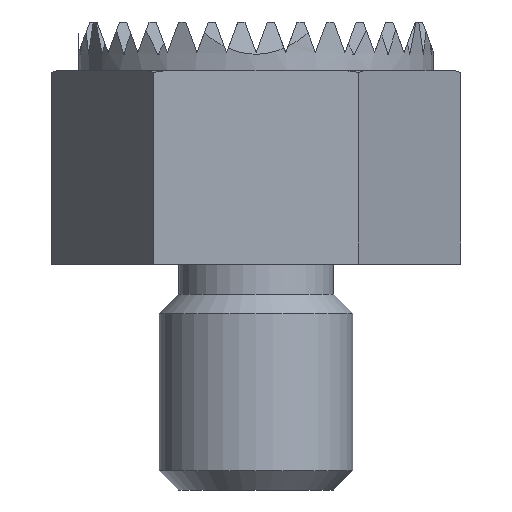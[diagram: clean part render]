
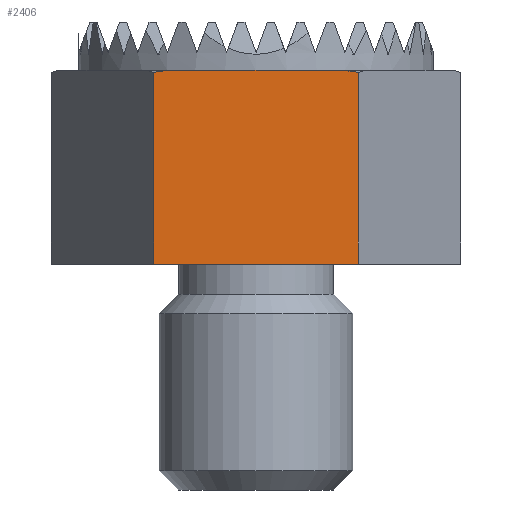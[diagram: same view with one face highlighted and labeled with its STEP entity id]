
A CAD part, left-side view. The second image highlights one B-rep face of the part: STEP entity #2406.
In plain terms, the highlighted planar face has unit normal (-1, 0, 0).
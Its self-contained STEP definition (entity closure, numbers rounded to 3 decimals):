
#556 = CARTESIAN_POINT ( 'NONE',  ( -11., -6.351, 0. ) ) ;
#1212 = VERTEX_POINT ( 'NONE', #13176 ) ;
#1233 = CARTESIAN_POINT ( 'NONE',  ( -11., -5.259, 12. ) ) ;
#1268 = CARTESIAN_POINT ( 'NONE',  ( -11., 5.26, 12. ) ) ;
#1447 = CARTESIAN_POINT ( 'NONE',  ( -11., -5.915, 11.953 ) ) ;
#1662 = DIRECTION ( 'NONE',  ( 0., 0., 1. ) ) ;
#1742 = ORIENTED_EDGE ( 'NONE', *, *, #12853, .F. ) ;
#1869 = CARTESIAN_POINT ( 'NONE',  ( -11., 0., 12. ) ) ;
#2214 = EDGE_CURVE ( 'NONE', #6378, #12462, #11682, .T. ) ;
#2267 = CARTESIAN_POINT ( 'NONE',  ( -11., 6.351, 11.874 ) ) ;
#2276 = FACE_OUTER_BOUND ( 'NONE', #6258, .T. ) ;
#2346 = CARTESIAN_POINT ( 'NONE',  ( -11., 5.041, 12. ) ) ;
#2406 = ADVANCED_FACE ( 'NONE', ( #2276 ), #5574, .T. ) ;
#2424 = ORIENTED_EDGE ( 'NONE', *, *, #2214, .F. ) ;
#2946 = LINE ( 'NONE', #8110, #11642 ) ;
#3420 = DIRECTION ( 'NONE',  ( -1., 0., 0. ) ) ;
#3723 = ORIENTED_EDGE ( 'NONE', *, *, #5206, .T. ) ;
#3817 = EDGE_CURVE ( 'NONE', #1212, #8355, #2946, .T. ) ;
#4027 = LINE ( 'NONE', #5104, #12442 ) ;
#4297 = DIRECTION ( 'NONE',  ( 0., 0., 1. ) ) ;
#4452 = CARTESIAN_POINT ( 'NONE',  ( -11., -5.477, 11.992 ) ) ;
#4790 = VECTOR ( 'NONE', #7245, 1000. ) ;
#4885 = DIRECTION ( 'NONE',  ( 0., -1., 0. ) ) ;
#5104 = CARTESIAN_POINT ( 'NONE',  ( -11., 0., 12. ) ) ;
#5206 = EDGE_CURVE ( 'NONE', #12936, #10022, #9751, .T. ) ;
#5213 = EDGE_CURVE ( 'NONE', #12936, #1212, #14130, .T. ) ;
#5277 = VECTOR ( 'NONE', #12986, 1000. ) ;
#5574 = PLANE ( 'NONE',  #10757 ) ;
#5633 = CARTESIAN_POINT ( 'NONE',  ( -11., 6.134, 11.921 ) ) ;
#5644 = VERTEX_POINT ( 'NONE', #7584 ) ;
#5704 = CARTESIAN_POINT ( 'NONE',  ( -11., 5.916, 11.952 ) ) ;
#5739 = CARTESIAN_POINT ( 'NONE',  ( -11., -6.135, 11.921 ) ) ;
#5814 = CARTESIAN_POINT ( 'NONE',  ( -11., -5.041, 12. ) ) ;
#6000 = DIRECTION ( 'NONE',  ( 0., -1., 0. ) ) ;
#6258 = EDGE_LOOP ( 'NONE', ( #2424, #1742, #14157, #6997, #3723, #9282, #8690 ) ) ;
#6378 = VERTEX_POINT ( 'NONE', #14088 ) ;
#6463 = CARTESIAN_POINT ( 'NONE',  ( -11., 0., 0. ) ) ;
#6680 = CARTESIAN_POINT ( 'NONE',  ( -11., -6.351, 11.874 ) ) ;
#6997 = ORIENTED_EDGE ( 'NONE', *, *, #5213, .F. ) ;
#7245 = DIRECTION ( 'NONE',  ( 0., -1., 0. ) ) ;
#7584 = CARTESIAN_POINT ( 'NONE',  ( -11., -5.041, 12. ) ) ;
#7842 = EDGE_CURVE ( 'NONE', #12462, #5644, #4027, .T. ) ;
#8110 = CARTESIAN_POINT ( 'NONE',  ( -11., 6.351, -4. ) ) ;
#8355 = VERTEX_POINT ( 'NONE', #8598 ) ;
#8598 = CARTESIAN_POINT ( 'NONE',  ( -11., 6.351, 11.874 ) ) ;
#8611 = CARTESIAN_POINT ( 'NONE',  ( -11., -6.351, -4. ) ) ;
#8690 = ORIENTED_EDGE ( 'NONE', *, *, #7842, .F. ) ;
#8863 = CARTESIAN_POINT ( 'NONE',  ( -11., 6.351, -4. ) ) ;
#9282 = ORIENTED_EDGE ( 'NONE', *, *, #10973, .F. ) ;
#9751 = LINE ( 'NONE', #8611, #11451 ) ;
#10022 = VERTEX_POINT ( 'NONE', #12288 ) ;
#10060 = B_SPLINE_CURVE_WITH_KNOTS ( 'NONE', 3,
 ( #2267, #5633, #5704, #13169, #1268, #2346 ),
 .UNSPECIFIED., .F., .F.,
 ( 4, 2, 4 ),
 ( 0.028, 0.029, 0.03 ),
 .UNSPECIFIED. ) ;
#10757 = AXIS2_PLACEMENT_3D ( 'NONE', #8863, #3420, #6000 ) ;
#10973 = EDGE_CURVE ( 'NONE', #5644, #10022, #13554, .T. ) ;
#11451 = VECTOR ( 'NONE', #4297, 1000. ) ;
#11642 = VECTOR ( 'NONE', #1662, 1000. ) ;
#11682 = LINE ( 'NONE', #1869, #4790 ) ;
#12104 = CARTESIAN_POINT ( 'NONE',  ( -11., 0., 12. ) ) ;
#12288 = CARTESIAN_POINT ( 'NONE',  ( -11., -6.351, 11.874 ) ) ;
#12442 = VECTOR ( 'NONE', #4885, 1000. ) ;
#12462 = VERTEX_POINT ( 'NONE', #12104 ) ;
#12853 = EDGE_CURVE ( 'NONE', #8355, #6378, #10060, .T. ) ;
#12936 = VERTEX_POINT ( 'NONE', #556 ) ;
#12986 = DIRECTION ( 'NONE',  ( 0., 1., 0. ) ) ;
#13169 = CARTESIAN_POINT ( 'NONE',  ( -11., 5.479, 11.992 ) ) ;
#13176 = CARTESIAN_POINT ( 'NONE',  ( -11., 6.351, 0. ) ) ;
#13554 = B_SPLINE_CURVE_WITH_KNOTS ( 'NONE', 3,
 ( #5814, #1233, #4452, #1447, #5739, #6680 ),
 .UNSPECIFIED., .F., .F.,
 ( 4, 2, 4 ),
 ( 0.005, 0.006, 0.006 ),
 .UNSPECIFIED. ) ;
#14088 = CARTESIAN_POINT ( 'NONE',  ( -11., 5.041, 12. ) ) ;
#14130 = LINE ( 'NONE', #6463, #5277 ) ;
#14157 = ORIENTED_EDGE ( 'NONE', *, *, #3817, .F. ) ;
